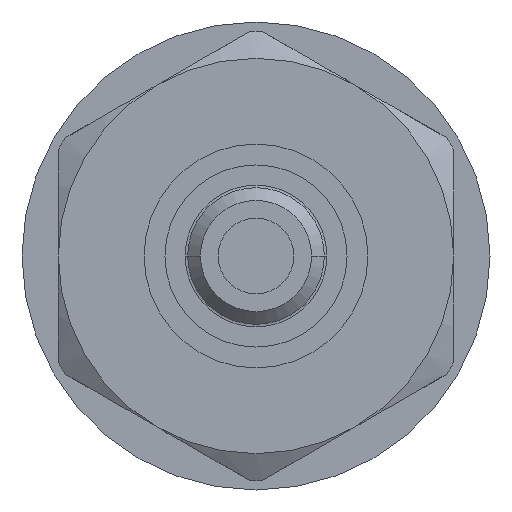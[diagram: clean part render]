
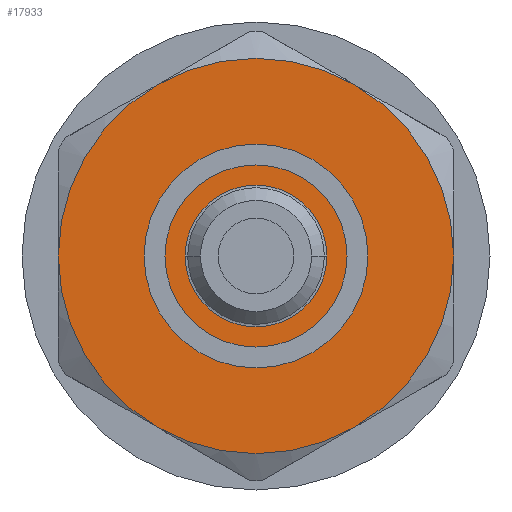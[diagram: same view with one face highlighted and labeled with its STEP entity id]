
A CAD part, left-side view. The second image highlights one B-rep face of the part: STEP entity #17933.
In plain terms, the highlighted planar face has unit normal (-1, 0, 0).
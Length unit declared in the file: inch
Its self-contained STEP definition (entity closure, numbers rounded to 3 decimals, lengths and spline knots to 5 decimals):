
#428 = AXIS2_PLACEMENT_3D ( 'NONE', #3416, #20042, #16491 ) ;
#1577 = CARTESIAN_POINT ( 'NONE',  ( 0.5, 0., 0. ) ) ;
#1765 = AXIS2_PLACEMENT_3D ( 'NONE', #11129, #7460, #9094 ) ;
#2942 = CIRCLE ( 'NONE', #16443, 0.056 ) ;
#3156 = FACE_BOUND ( 'NONE', #11213, .T. ) ;
#3416 = CARTESIAN_POINT ( 'NONE',  ( 0.5, 0., 0. ) ) ;
#3657 = DIRECTION ( 'NONE',  ( -1., 0., 0. ) ) ;
#4772 = VERTEX_POINT ( 'NONE', #17433 ) ;
#5019 = DIRECTION ( 'NONE',  ( 0., 1., 0. ) ) ;
#5542 = DIRECTION ( 'NONE',  ( 0., 1., 0. ) ) ;
#5627 = CARTESIAN_POINT ( 'NONE',  ( 0.5, 0.176, 0. ) ) ;
#5678 = EDGE_CURVE ( 'NONE', #11591, #12416, #20420, .T. ) ;
#6471 = CARTESIAN_POINT ( 'NONE',  ( 0.5, -0.07813, -0.13532 ) ) ;
#6846 = AXIS2_PLACEMENT_3D ( 'NONE', #5627, #18730, #5542 ) ;
#6985 = DIRECTION ( 'NONE',  ( 0., 1., 0. ) ) ;
#7000 = CIRCLE ( 'NONE', #11935, 0.15625 ) ;
#7460 = DIRECTION ( 'NONE',  ( 1., 0., 0. ) ) ;
#7914 = CARTESIAN_POINT ( 'NONE',  ( 0.5, 0., 0. ) ) ;
#8839 = ORIENTED_EDGE ( 'NONE', *, *, #9602, .F. ) ;
#8973 = EDGE_CURVE ( 'NONE', #12416, #11591, #2942, .T. ) ;
#9094 = DIRECTION ( 'NONE',  ( 0., 1., 0. ) ) ;
#9324 = ORIENTED_EDGE ( 'NONE', *, *, #5678, .T. ) ;
#9509 = CIRCLE ( 'NONE', #10443, 0.15625 ) ;
#9602 = EDGE_CURVE ( 'NONE', #14807, #10676, #7000, .T. ) ;
#9889 = DIRECTION ( 'NONE',  ( 1., 0., 0. ) ) ;
#10226 = AXIS2_PLACEMENT_3D ( 'NONE', #7914, #13656, #22718 ) ;
#10443 = AXIS2_PLACEMENT_3D ( 'NONE', #15752, #9889, #13853 ) ;
#10614 = AXIS2_PLACEMENT_3D ( 'NONE', #1577, #23843, #6985 ) ;
#10676 = VERTEX_POINT ( 'NONE', #10975 ) ;
#10975 = CARTESIAN_POINT ( 'NONE',  ( 0.5, -0.07813, 0.13532 ) ) ;
#11129 = CARTESIAN_POINT ( 'NONE',  ( 0.5, 0., 0. ) ) ;
#11213 = EDGE_LOOP ( 'NONE', ( #23877, #9324 ) ) ;
#11342 = CIRCLE ( 'NONE', #10614, 0.15625 ) ;
#11550 = CIRCLE ( 'NONE', #1765, 0.15625 ) ;
#11591 = VERTEX_POINT ( 'NONE', #21244 ) ;
#11935 = AXIS2_PLACEMENT_3D ( 'NONE', #19878, #19804, #5019 ) ;
#12416 = VERTEX_POINT ( 'NONE', #14585 ) ;
#12435 = VERTEX_POINT ( 'NONE', #20662 ) ;
#12455 = CIRCLE ( 'NONE', #17014, 0.15625 ) ;
#12722 = FACE_OUTER_BOUND ( 'NONE', #16046, .T. ) ;
#12825 = DIRECTION ( 'NONE',  ( 0., -1., 0. ) ) ;
#12886 = ORIENTED_EDGE ( 'NONE', *, *, #20338, .F. ) ;
#12927 = CARTESIAN_POINT ( 'NONE',  ( 0.5, 0.07813, 0.13532 ) ) ;
#13001 = DIRECTION ( 'NONE',  ( 0., 1., 0. ) ) ;
#13086 = DIRECTION ( 'NONE',  ( 1., 0., 0. ) ) ;
#13656 = DIRECTION ( 'NONE',  ( 1., 0., 0. ) ) ;
#13711 = ORIENTED_EDGE ( 'NONE', *, *, #20974, .F. ) ;
#13853 = DIRECTION ( 'NONE',  ( 0., 1., 0. ) ) ;
#14585 = CARTESIAN_POINT ( 'NONE',  ( 0.5, 0.056, 0. ) ) ;
#14749 = EDGE_CURVE ( 'NONE', #19020, #20724, #19193, .T. ) ;
#14807 = VERTEX_POINT ( 'NONE', #12927 ) ;
#15356 = CARTESIAN_POINT ( 'NONE',  ( 0.5, 0.07813, -0.13532 ) ) ;
#15752 = CARTESIAN_POINT ( 'NONE',  ( 0.5, 0., 0. ) ) ;
#16046 = EDGE_LOOP ( 'NONE', ( #12886, #13711, #21884, #16757, #21156, #8839 ) ) ;
#16443 = AXIS2_PLACEMENT_3D ( 'NONE', #22482, #13086, #13001 ) ;
#16491 = DIRECTION ( 'NONE',  ( 0., 1., 0. ) ) ;
#16757 = ORIENTED_EDGE ( 'NONE', *, *, #21849, .F. ) ;
#17014 = AXIS2_PLACEMENT_3D ( 'NONE', #23915, #3657, #12825 ) ;
#17433 = CARTESIAN_POINT ( 'NONE',  ( 0.5, 0.15625, 0. ) ) ;
#17933 = ADVANCED_FACE ( 'NONE', ( #3156, #12722 ), #19209, .F. ) ;
#18730 = DIRECTION ( 'NONE',  ( 1., 0., 0. ) ) ;
#19020 = VERTEX_POINT ( 'NONE', #6471 ) ;
#19193 = CIRCLE ( 'NONE', #10226, 0.15625 ) ;
#19209 = PLANE ( 'NONE',  #6846 ) ;
#19804 = DIRECTION ( 'NONE',  ( 1., 0., 0. ) ) ;
#19878 = CARTESIAN_POINT ( 'NONE',  ( 0.5, 0., 0. ) ) ;
#20042 = DIRECTION ( 'NONE',  ( 1., 0., 0. ) ) ;
#20338 = EDGE_CURVE ( 'NONE', #4772, #14807, #11550, .T. ) ;
#20420 = CIRCLE ( 'NONE', #428, 0.056 ) ;
#20662 = CARTESIAN_POINT ( 'NONE',  ( 0.5, -0.15625, 0. ) ) ;
#20724 = VERTEX_POINT ( 'NONE', #15356 ) ;
#20974 = EDGE_CURVE ( 'NONE', #20724, #4772, #9509, .T. ) ;
#21156 = ORIENTED_EDGE ( 'NONE', *, *, #22619, .T. ) ;
#21244 = CARTESIAN_POINT ( 'NONE',  ( 0.5, -0.056, 0. ) ) ;
#21849 = EDGE_CURVE ( 'NONE', #12435, #19020, #11342, .T. ) ;
#21884 = ORIENTED_EDGE ( 'NONE', *, *, #14749, .F. ) ;
#22482 = CARTESIAN_POINT ( 'NONE',  ( 0.5, 0., 0. ) ) ;
#22619 = EDGE_CURVE ( 'NONE', #12435, #10676, #12455, .T. ) ;
#22718 = DIRECTION ( 'NONE',  ( 0., 1., 0. ) ) ;
#23843 = DIRECTION ( 'NONE',  ( 1., 0., 0. ) ) ;
#23877 = ORIENTED_EDGE ( 'NONE', *, *, #8973, .T. ) ;
#23915 = CARTESIAN_POINT ( 'NONE',  ( 0.5, 0., 0. ) ) ;
